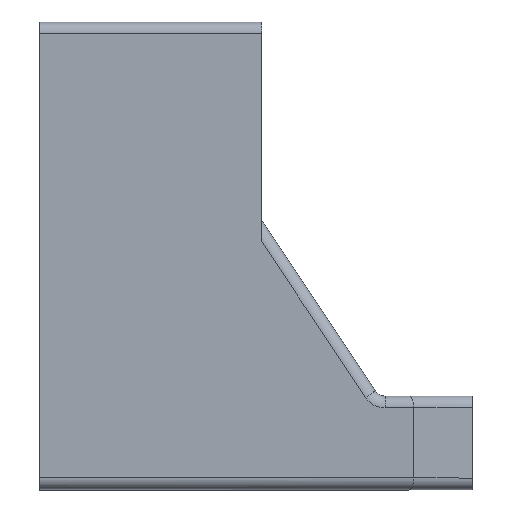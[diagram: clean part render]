
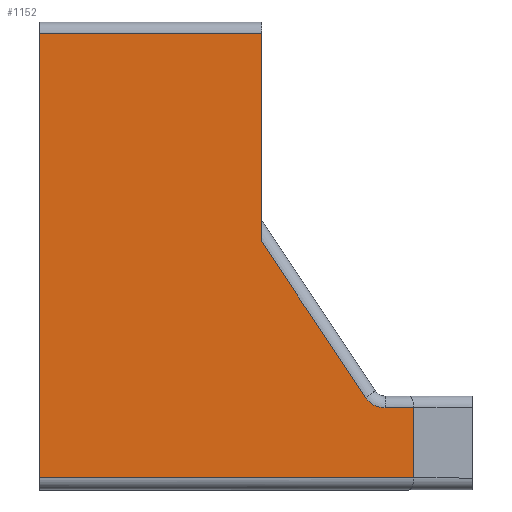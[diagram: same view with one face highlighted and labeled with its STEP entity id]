
A CAD part, top view. The second image highlights one B-rep face of the part: STEP entity #1152.
In plain terms, the highlighted planar face has unit normal (0, 0, 1).
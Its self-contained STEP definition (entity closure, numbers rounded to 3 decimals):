
#13 = CARTESIAN_POINT ( 'NONE',  ( 22.5, -13., 20. ) ) ;
#16 = VERTEX_POINT ( 'NONE', #817 ) ;
#48 = EDGE_CURVE ( 'NONE', #476, #400, #841, .T. ) ;
#68 = EDGE_CURVE ( 'NONE', #16, #340, #481, .T. ) ;
#99 = LINE ( 'NONE', #380, #1546 ) ;
#106 = CARTESIAN_POINT ( 'NONE',  ( 9.5, 1.197, 20. ) ) ;
#112 = CARTESIAN_POINT ( 'NONE',  ( 22.5, -19., 20. ) ) ;
#114 = VECTOR ( 'NONE', #625, 1000. ) ;
#147 = CARTESIAN_POINT ( 'NONE',  ( -9.5, -20., 20. ) ) ;
#170 = LINE ( 'NONE', #147, #657 ) ;
#200 = VERTEX_POINT ( 'NONE', #1556 ) ;
#213 = CARTESIAN_POINT ( 'NONE',  ( 22.5, -19., 20. ) ) ;
#246 = ORIENTED_EDGE ( 'NONE', *, *, #48, .T. ) ;
#277 = EDGE_LOOP ( 'NONE', ( #246, #1275, #1359, #1452, #324, #868, #407, #442 ) ) ;
#324 = ORIENTED_EDGE ( 'NONE', *, *, #68, .T. ) ;
#340 = VERTEX_POINT ( 'NONE', #112 ) ;
#350 = EDGE_CURVE ( 'NONE', #1613, #1090, #604, .T. ) ;
#352 = DIRECTION ( 'NONE',  ( 0., 1., 0. ) ) ;
#380 = CARTESIAN_POINT ( 'NONE',  ( 22.5, 0., 20. ) ) ;
#383 = VERTEX_POINT ( 'NONE', #1625 ) ;
#384 = AXIS2_PLACEMENT_3D ( 'NONE', #1597, #863, #471 ) ;
#400 = VERTEX_POINT ( 'NONE', #106 ) ;
#405 = LINE ( 'NONE', #1133, #1200 ) ;
#407 = ORIENTED_EDGE ( 'NONE', *, *, #350, .T. ) ;
#433 = EDGE_CURVE ( 'NONE', #476, #1090, #1093, .T. ) ;
#442 = ORIENTED_EDGE ( 'NONE', *, *, #433, .F. ) ;
#471 = DIRECTION ( 'NONE',  ( 1., 0., 0. ) ) ;
#476 = VERTEX_POINT ( 'NONE', #1145 ) ;
#481 = LINE ( 'NONE', #213, #537 ) ;
#512 = FACE_OUTER_BOUND ( 'NONE', #277, .T. ) ;
#537 = VECTOR ( 'NONE', #1369, 1000. ) ;
#589 = CARTESIAN_POINT ( 'NONE',  ( 8.668, 2.445, 20. ) ) ;
#604 = LINE ( 'NONE', #1119, #1360 ) ;
#625 = DIRECTION ( 'NONE',  ( -0.555, 0.832, 0. ) ) ;
#650 = DIRECTION ( 'NONE',  ( 1., 0., 0. ) ) ;
#657 = VECTOR ( 'NONE', #680, 1000. ) ;
#680 = DIRECTION ( 'NONE',  ( 0., -1., 0. ) ) ;
#817 = CARTESIAN_POINT ( 'NONE',  ( -9.5, -19., 20. ) ) ;
#841 = LINE ( 'NONE', #589, #114 ) ;
#863 = DIRECTION ( 'NONE',  ( 0., 0., 1. ) ) ;
#868 = ORIENTED_EDGE ( 'NONE', *, *, #1484, .T. ) ;
#892 = CARTESIAN_POINT ( 'NONE',  ( 0., 0., 20. ) ) ;
#922 = EDGE_CURVE ( 'NONE', #200, #383, #405, .T. ) ;
#1090 = VERTEX_POINT ( 'NONE', #1487 ) ;
#1093 = CIRCLE ( 'NONE', #384, 2. ) ;
#1119 = CARTESIAN_POINT ( 'NONE',  ( 19.5, -13., 20. ) ) ;
#1133 = CARTESIAN_POINT ( 'NONE',  ( -9.5, 19., 20. ) ) ;
#1145 = CARTESIAN_POINT ( 'NONE',  ( 18.371, -12.109, 20. ) ) ;
#1152 = ADVANCED_FACE ( 'NONE', ( #512 ), #1522, .T. ) ;
#1165 = DIRECTION ( 'NONE',  ( -1., 0., 0. ) ) ;
#1200 = VECTOR ( 'NONE', #1165, 1000. ) ;
#1275 = ORIENTED_EDGE ( 'NONE', *, *, #1352, .T. ) ;
#1298 = EDGE_CURVE ( 'NONE', #383, #16, #170, .T. ) ;
#1352 = EDGE_CURVE ( 'NONE', #400, #200, #1598, .T. ) ;
#1359 = ORIENTED_EDGE ( 'NONE', *, *, #922, .T. ) ;
#1360 = VECTOR ( 'NONE', #1476, 1000. ) ;
#1369 = DIRECTION ( 'NONE',  ( 1., 0., 0. ) ) ;
#1383 = DIRECTION ( 'NONE',  ( 0., 0., 1. ) ) ;
#1452 = ORIENTED_EDGE ( 'NONE', *, *, #1298, .T. ) ;
#1454 = CARTESIAN_POINT ( 'NONE',  ( 9.5, -20., 20. ) ) ;
#1476 = DIRECTION ( 'NONE',  ( -1., 0., 0. ) ) ;
#1484 = EDGE_CURVE ( 'NONE', #340, #1613, #99, .T. ) ;
#1487 = CARTESIAN_POINT ( 'NONE',  ( 20.035, -13., 20. ) ) ;
#1521 = AXIS2_PLACEMENT_3D ( 'NONE', #892, #1383, #650 ) ;
#1522 = PLANE ( 'NONE',  #1521 ) ;
#1541 = VECTOR ( 'NONE', #1582, 1000. ) ;
#1546 = VECTOR ( 'NONE', #352, 1000. ) ;
#1556 = CARTESIAN_POINT ( 'NONE',  ( 9.5, 19., 20. ) ) ;
#1582 = DIRECTION ( 'NONE',  ( 0., 1., 0. ) ) ;
#1597 = CARTESIAN_POINT ( 'NONE',  ( 20.035, -11., 20. ) ) ;
#1598 = LINE ( 'NONE', #1454, #1541 ) ;
#1613 = VERTEX_POINT ( 'NONE', #13 ) ;
#1625 = CARTESIAN_POINT ( 'NONE',  ( -9.5, 19., 20. ) ) ;
